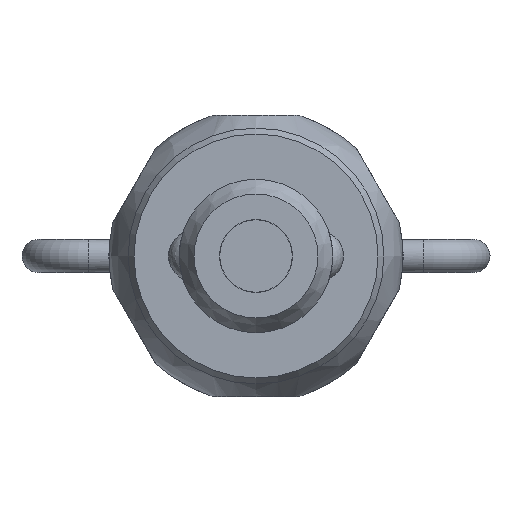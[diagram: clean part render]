
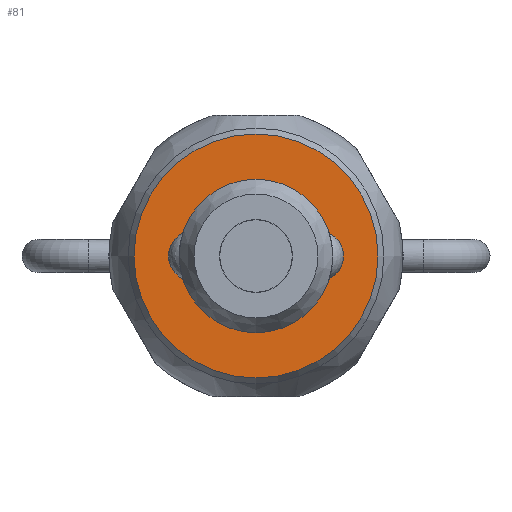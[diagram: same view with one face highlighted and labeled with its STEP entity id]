
A CAD part, front view. The second image highlights one B-rep face of the part: STEP entity #81.
In plain terms, the highlighted planar face has unit normal (0, -1, 0).
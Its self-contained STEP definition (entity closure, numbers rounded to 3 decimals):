
#81 = ADVANCED_FACE( '', ( #209, #210 ), #211, .T. );
#209 = FACE_OUTER_BOUND( '', #423, .T. );
#210 = FACE_BOUND( '', #424, .T. );
#211 = PLANE( '', #425 );
#423 = EDGE_LOOP( '', ( #669 ) );
#424 = EDGE_LOOP( '', ( #670 ) );
#425 = AXIS2_PLACEMENT_3D( '', #671, #672, #673 );
#669 = ORIENTED_EDGE( '', *, *, #1043, .T. );
#670 = ORIENTED_EDGE( '', *, *, #1044, .F. );
#671 = CARTESIAN_POINT( '', ( 1.425, 0., 0. ) );
#672 = DIRECTION( '', ( 0., -1., 0. ) );
#673 = DIRECTION( '', ( 0., 0., -1. ) );
#1043 = EDGE_CURVE( '', #1186, #1186, #1187, .T. );
#1044 = EDGE_CURVE( '', #1188, #1188, #1189, .T. );
#1186 = VERTEX_POINT( '', #1395 );
#1187 = CIRCLE( '', #1396, 4.769 );
#1188 = VERTEX_POINT( '', #1397 );
#1189 = CIRCLE( '', #1398, 3. );
#1395 = CARTESIAN_POINT( '', ( 0., 0., -4.769 ) );
#1396 = AXIS2_PLACEMENT_3D( '', #2255, #2256, #2257 );
#1397 = CARTESIAN_POINT( '', ( 0., 0., -3. ) );
#1398 = AXIS2_PLACEMENT_3D( '', #2258, #2259, #2260 );
#2255 = CARTESIAN_POINT( '', ( 0., 0., 0. ) );
#2256 = DIRECTION( '', ( 0., -1., 0. ) );
#2257 = DIRECTION( '', ( 0., 0., -1. ) );
#2258 = CARTESIAN_POINT( '', ( 0., 0., 0. ) );
#2259 = DIRECTION( '', ( 0., -1., 0. ) );
#2260 = DIRECTION( '', ( 0., 0., -1. ) );
